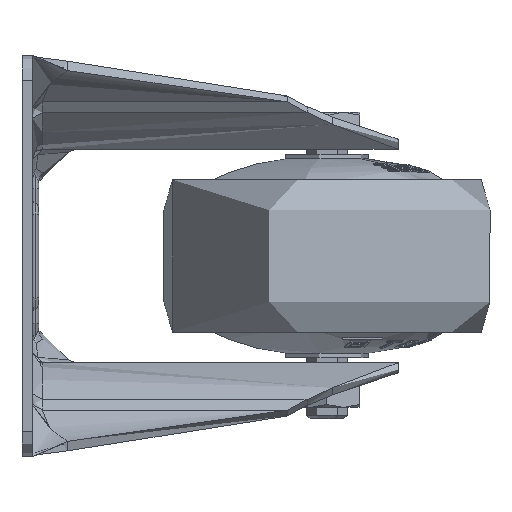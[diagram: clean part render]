
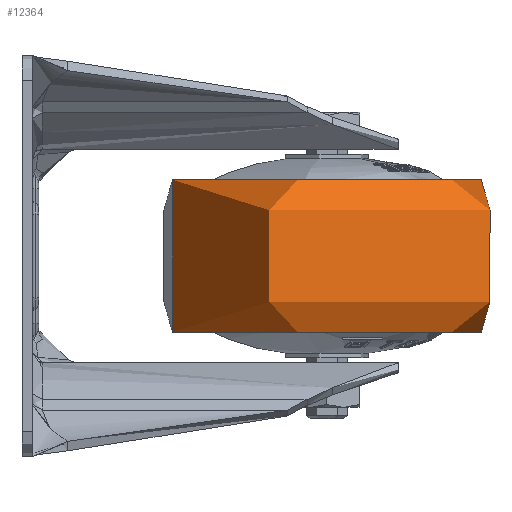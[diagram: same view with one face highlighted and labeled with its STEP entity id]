
A CAD part, left-side view. The second image highlights one B-rep face of the part: STEP entity #12364.
In plain terms, the highlighted free-form (B-spline) face has degree [3, 3] with [4, 4] control points.
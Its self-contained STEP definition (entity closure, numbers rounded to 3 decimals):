
#525 = VERTEX_POINT ( 'NONE', #26978 ) ;
#1086 = CARTESIAN_POINT ( 'NONE',  ( 73.848, -90.36, -15. ) ) ;
#7366 = CARTESIAN_POINT ( 'NONE',  ( 73.848, -90.36, -15. ) ) ;
#7847 = CARTESIAN_POINT ( 'NONE',  ( 73.848, -90.36, 15. ) ) ;
#9905 = CARTESIAN_POINT ( 'NONE',  ( -10.826, -137.166, -15. ) ) ;
#10698 = CARTESIAN_POINT ( 'NONE',  ( 79.076, -104.951, -15. ) ) ;
#11676 = VERTEX_POINT ( 'NONE', #1086 ) ;
#12364 = ADVANCED_FACE ( 'NONE', ( #26707 ), #23656, .F. ) ;
#12670 = AXIS2_PLACEMENT_3D ( 'NONE', #28322, #36877, #40859 ) ;
#12703 = CARTESIAN_POINT ( 'NONE',  ( 46.861, -15.049, 15. ) ) ;
#13789 = EDGE_LOOP ( 'NONE', ( #27470, #19605, #15194, #16869 ) ) ;
#14697 = CARTESIAN_POINT ( 'NONE',  ( -10.826, -137.166, 15. ) ) ;
#14959 = CARTESIAN_POINT ( 'NONE',  ( 73.848, -90.36, 15. ) ) ;
#15194 = ORIENTED_EDGE ( 'NONE', *, *, #36193, .F. ) ;
#15410 = EDGE_CURVE ( 'NONE', #49934, #11676, #36022, .T. ) ;
#16345 = DIRECTION ( 'NONE',  ( 0.337, -0.941, 0. ) ) ;
#16869 = ORIENTED_EDGE ( 'NONE', *, *, #15410, .F. ) ;
#17931 = CARTESIAN_POINT ( 'NONE',  ( 52.09, -29.64, 15. ) ) ;
#19605 = ORIENTED_EDGE ( 'NONE', *, *, #21678, .T. ) ;
#21676 =( BOUNDED_CURVE ( )  B_SPLINE_CURVE ( 3, ( #49184, #12703, #24943, #28953 ),
 .UNSPECIFIED., .F., .F. ) 
 B_SPLINE_CURVE_WITH_KNOTS ( ( 4, 4 ),
 ( 0., 3.142 ),
 .UNSPECIFIED. ) 
 CURVE ( )  GEOMETRIC_REPRESENTATION_ITEM ( )  RATIONAL_B_SPLINE_CURVE ( ( 1., 0.333, 0.333, 1. ) ) 
 REPRESENTATION_ITEM ( '' )  );
#21678 = EDGE_CURVE ( 'NONE', #31956, #525, #21676, .T. ) ;
#23630 = CARTESIAN_POINT ( 'NONE',  ( 13.128, -112.118, -15. ) ) ;
#23656 =( BOUNDED_SURFACE ( )  B_SPLINE_SURFACE ( 3, 3, ( 
 ( #30163, #46394, #31910, #17931 ),
 ( #50937, #14697, #30957, #47174 ),
 ( #10698, #9905, #26950, #26157 ),
 ( #7366, #23630, #34448, #42182 ) ),
 .UNSPECIFIED., .F., .F., .T. ) 
 B_SPLINE_SURFACE_WITH_KNOTS ( ( 4, 4 ),
 ( 4, 4 ),
 ( 0., 1. ),
 ( 0., 1. ),
 .UNSPECIFIED. ) 
 GEOMETRIC_REPRESENTATION_ITEM ( )  RATIONAL_B_SPLINE_SURFACE ( (
 ( 1., 0.333, 0.333, 1.),
 ( 0.333, 0.111, 0.111, 0.333),
 ( 0.333, 0.111, 0.111, 0.333),
 ( 1., 0.333, 0.333, 1.) ) ) 
 REPRESENTATION_ITEM ( '' )  SURFACE ( )  );
#24437 = CARTESIAN_POINT ( 'NONE',  ( 73.848, -90.36, -15. ) ) ;
#24943 = CARTESIAN_POINT ( 'NONE',  ( 46.861, -15.049, -15. ) ) ;
#25408 = CIRCLE ( 'NONE', #12670, 32.25 ) ;
#26157 = CARTESIAN_POINT ( 'NONE',  ( 46.861, -15.049, -15. ) ) ;
#26244 = CIRCLE ( 'NONE', #51758, 32.25 ) ;
#26707 = FACE_OUTER_BOUND ( 'NONE', #13789, .T. ) ;
#26950 = CARTESIAN_POINT ( 'NONE',  ( -43.041, -47.264, -15. ) ) ;
#26978 = CARTESIAN_POINT ( 'NONE',  ( 52.09, -29.64, -15. ) ) ;
#27470 = ORIENTED_EDGE ( 'NONE', *, *, #33314, .T. ) ;
#28322 = CARTESIAN_POINT ( 'NONE',  ( 62.969, -60., 15. ) ) ;
#28953 = CARTESIAN_POINT ( 'NONE',  ( 52.09, -29.64, -15. ) ) ;
#30163 = CARTESIAN_POINT ( 'NONE',  ( 73.848, -90.36, 15. ) ) ;
#30840 = CARTESIAN_POINT ( 'NONE',  ( 62.969, -60., -15. ) ) ;
#30957 = CARTESIAN_POINT ( 'NONE',  ( -43.041, -47.264, 15. ) ) ;
#31210 = CARTESIAN_POINT ( 'NONE',  ( 79.076, -104.951, 15. ) ) ;
#31910 = CARTESIAN_POINT ( 'NONE',  ( -8.63, -51.398, 15. ) ) ;
#31956 = VERTEX_POINT ( 'NONE', #33770 ) ;
#33314 = EDGE_CURVE ( 'NONE', #49934, #31956, #25408, .T. ) ;
#33770 = CARTESIAN_POINT ( 'NONE',  ( 52.09, -29.64, 15. ) ) ;
#34448 = CARTESIAN_POINT ( 'NONE',  ( -8.63, -51.398, -15. ) ) ;
#36022 =( BOUNDED_CURVE ( )  B_SPLINE_CURVE ( 3, ( #14959, #31210, #46656, #24437 ),
 .UNSPECIFIED., .F., .F. ) 
 B_SPLINE_CURVE_WITH_KNOTS ( ( 4, 4 ),
 ( 0., 3.142 ),
 .UNSPECIFIED. ) 
 CURVE ( )  GEOMETRIC_REPRESENTATION_ITEM ( )  RATIONAL_B_SPLINE_CURVE ( ( 1., 0.333, 0.333, 1. ) ) 
 REPRESENTATION_ITEM ( '' )  );
#36193 = EDGE_CURVE ( 'NONE', #11676, #525, #26244, .T. ) ;
#36877 = DIRECTION ( 'NONE',  ( 0., 0., -1. ) ) ;
#40859 = DIRECTION ( 'NONE',  ( 0.337, -0.941, 0. ) ) ;
#42182 = CARTESIAN_POINT ( 'NONE',  ( 52.09, -29.64, -15. ) ) ;
#44577 = DIRECTION ( 'NONE',  ( 0., 0., -1. ) ) ;
#46394 = CARTESIAN_POINT ( 'NONE',  ( 13.128, -112.118, 15. ) ) ;
#46656 = CARTESIAN_POINT ( 'NONE',  ( 79.076, -104.951, -15. ) ) ;
#47174 = CARTESIAN_POINT ( 'NONE',  ( 46.861, -15.049, 15. ) ) ;
#49184 = CARTESIAN_POINT ( 'NONE',  ( 52.09, -29.64, 15. ) ) ;
#49934 = VERTEX_POINT ( 'NONE', #7847 ) ;
#50937 = CARTESIAN_POINT ( 'NONE',  ( 79.076, -104.951, 15. ) ) ;
#51758 = AXIS2_PLACEMENT_3D ( 'NONE', #30840, #44577, #16345 ) ;
